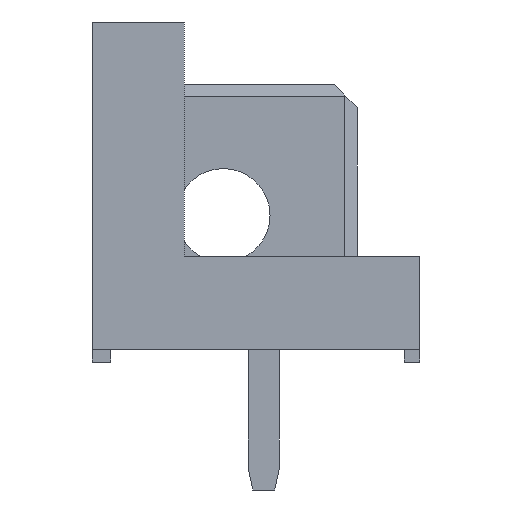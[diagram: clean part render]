
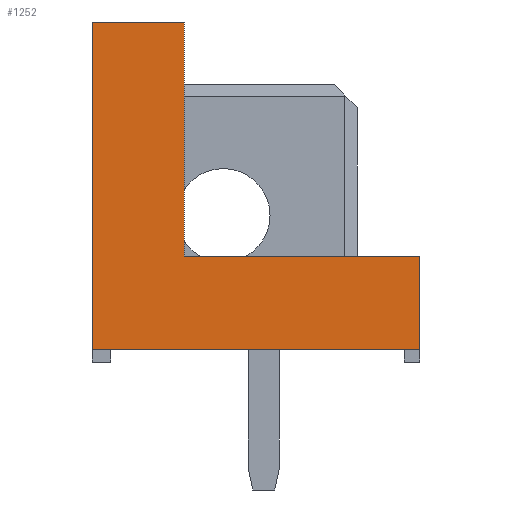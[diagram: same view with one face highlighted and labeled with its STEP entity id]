
A CAD part, left-side view. The second image highlights one B-rep face of the part: STEP entity #1252.
In plain terms, the highlighted planar face has unit normal (-1, 0, 0).
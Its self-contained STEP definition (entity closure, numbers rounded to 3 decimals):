
#1252 = ADVANCED_FACE( '', ( #2584 ), #2585, .F. );
#2584 = FACE_OUTER_BOUND( '', #4036, .T. );
#2585 = PLANE( '', #4037 );
#4036 = EDGE_LOOP( '', ( #7447, #7448, #7449, #7450, #7451, #7452 ) );
#4037 = AXIS2_PLACEMENT_3D( '', #7453, #7454, #7455 );
#7447 = ORIENTED_EDGE( '', *, *, #10550, .F. );
#7448 = ORIENTED_EDGE( '', *, *, #10551, .F. );
#7449 = ORIENTED_EDGE( '', *, *, #9476, .F. );
#7450 = ORIENTED_EDGE( '', *, *, #9750, .F. );
#7451 = ORIENTED_EDGE( '', *, *, #9308, .F. );
#7452 = ORIENTED_EDGE( '', *, *, #10552, .F. );
#7453 = CARTESIAN_POINT( '', ( -25., 0., 0. ) );
#7454 = DIRECTION( '', ( 1., 0., 0. ) );
#7455 = DIRECTION( '', ( 0., 0., -1. ) );
#9308 = EDGE_CURVE( '', #11290, #11292, #11293, .T. );
#9476 = EDGE_CURVE( '', #11594, #11596, #11597, .T. );
#9750 = EDGE_CURVE( '', #11292, #11594, #12046, .T. );
#10550 = EDGE_CURVE( '', #13161, #13162, #13163, .T. );
#10551 = EDGE_CURVE( '', #11596, #13161, #13164, .T. );
#10552 = EDGE_CURVE( '', #13162, #11290, #13165, .T. );
#11290 = VERTEX_POINT( '', #14128 );
#11292 = VERTEX_POINT( '', #14131 );
#11293 = LINE( '', #14132, #14133 );
#11594 = VERTEX_POINT( '', #14588 );
#11596 = VERTEX_POINT( '', #14591 );
#11597 = LINE( '', #14592, #14593 );
#12046 = LINE( '', #15262, #15263 );
#13161 = VERTEX_POINT( '', #16962 );
#13162 = VERTEX_POINT( '', #16963 );
#13163 = LINE( '', #16964, #16965 );
#13164 = LINE( '', #16966, #16967 );
#13165 = LINE( '', #16968, #16969 );
#14128 = CARTESIAN_POINT( '', ( -25., 6.725, 3.75 ) );
#14131 = CARTESIAN_POINT( '', ( -25., 3.775, 3.75 ) );
#14132 = CARTESIAN_POINT( '', ( -25., 3.775, 3.75 ) );
#14133 = VECTOR( '', #17702, 1000. );
#14588 = CARTESIAN_POINT( '', ( -25., 3.775, -3.75 ) );
#14591 = CARTESIAN_POINT( '', ( -25., -3.775, -3.75 ) );
#14592 = CARTESIAN_POINT( '', ( -25., 3.775, -3.75 ) );
#14593 = VECTOR( '', #17858, 1000. );
#15262 = CARTESIAN_POINT( '', ( -25., 3.775, 3.75 ) );
#15263 = VECTOR( '', #18082, 1000. );
#16962 = CARTESIAN_POINT( '', ( -25., -3.775, -6.75 ) );
#16963 = CARTESIAN_POINT( '', ( -25., 6.725, -6.75 ) );
#16964 = CARTESIAN_POINT( '', ( -25., 0., -6.75 ) );
#16965 = VECTOR( '', #18667, 1000. );
#16966 = CARTESIAN_POINT( '', ( -25., -3.775, -7.15 ) );
#16967 = VECTOR( '', #18668, 1000. );
#16968 = CARTESIAN_POINT( '', ( -25., 6.725, 3.75 ) );
#16969 = VECTOR( '', #18669, 1000. );
#17702 = DIRECTION( '', ( 0., -1., 0. ) );
#17858 = DIRECTION( '', ( 0., -1., 0. ) );
#18082 = DIRECTION( '', ( 0., 0., -1. ) );
#18667 = DIRECTION( '', ( 0., 1., 0. ) );
#18668 = DIRECTION( '', ( 0., 0., -1. ) );
#18669 = DIRECTION( '', ( 0., 0., 1. ) );
